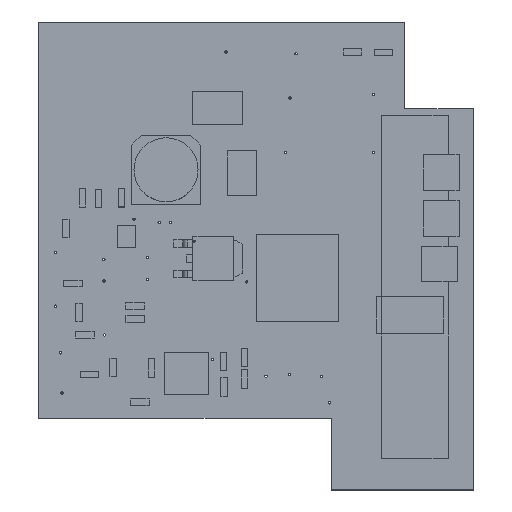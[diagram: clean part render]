
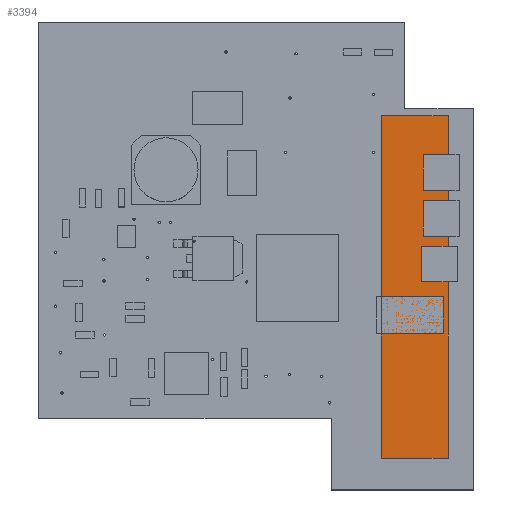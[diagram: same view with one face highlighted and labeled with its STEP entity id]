
A CAD part, top view. The second image highlights one B-rep face of the part: STEP entity #3394.
In plain terms, the highlighted planar face has unit normal (0, 0, 1).
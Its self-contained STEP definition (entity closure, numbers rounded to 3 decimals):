
#387=PLANE('',#3848);
#559=FACE_OUTER_BOUND('',#814,.T.);
#814=EDGE_LOOP('',(#3055,#3056,#3057,#3058));
#1119=LINE('',#5687,#1438);
#1122=LINE('',#5693,#1441);
#1125=LINE('',#5699,#1444);
#1128=LINE('',#5703,#1447);
#1438=VECTOR('',#4736,10.);
#1441=VECTOR('',#4741,10.);
#1444=VECTOR('',#4746,10.);
#1447=VECTOR('',#4751,10.);
#1822=VERTEX_POINT('',#5684);
#1823=VERTEX_POINT('',#5686);
#1825=VERTEX_POINT('',#5692);
#1827=VERTEX_POINT('',#5698);
#2231=EDGE_CURVE('',#1823,#1822,#1119,.T.);
#2234=EDGE_CURVE('',#1825,#1823,#1122,.T.);
#2237=EDGE_CURVE('',#1827,#1825,#1125,.T.);
#2240=EDGE_CURVE('',#1822,#1827,#1128,.T.);
#3055=ORIENTED_EDGE('',*,*,#2240,.T.);
#3056=ORIENTED_EDGE('',*,*,#2237,.T.);
#3057=ORIENTED_EDGE('',*,*,#2234,.T.);
#3058=ORIENTED_EDGE('',*,*,#2231,.T.);
#3394=ADVANCED_FACE('',(#559),#387,.T.);
#3848=AXIS2_PLACEMENT_3D('',#5704,#4752,#4753);
#4736=DIRECTION('',(-1.,0.,0.));
#4741=DIRECTION('',(0.,1.,0.));
#4746=DIRECTION('',(1.,0.,0.));
#4751=DIRECTION('',(0.,-1.,0.));
#4752=DIRECTION('center_axis',(0.,0.,1.));
#4753=DIRECTION('ref_axis',(1.,0.,0.));
#5684=CARTESIAN_POINT('',(-5.08,24.13,0.1));
#5686=CARTESIAN_POINT('',(5.08,24.13,0.1));
#5687=CARTESIAN_POINT('',(5.08,24.13,0.1));
#5692=CARTESIAN_POINT('',(5.08,-27.94,0.1));
#5693=CARTESIAN_POINT('',(5.08,-27.94,0.1));
#5698=CARTESIAN_POINT('',(-5.08,-27.94,0.1));
#5699=CARTESIAN_POINT('',(-5.08,-27.94,0.1));
#5703=CARTESIAN_POINT('',(-5.08,24.13,0.1));
#5704=CARTESIAN_POINT('Origin',(0.,-1.905,0.1));
